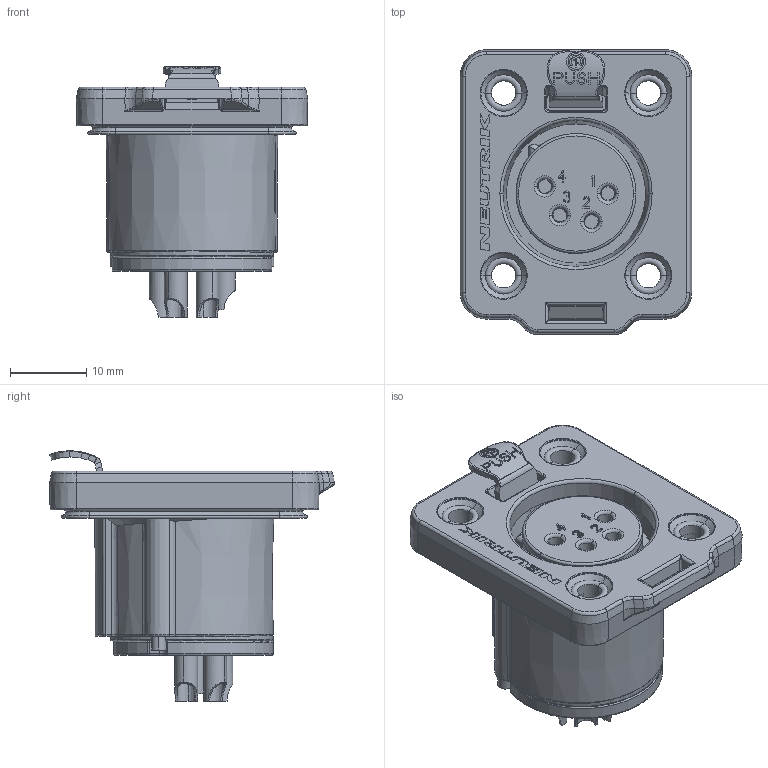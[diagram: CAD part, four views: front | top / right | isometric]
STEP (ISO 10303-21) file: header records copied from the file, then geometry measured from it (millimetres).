
FILE_DESCRIPTION((''),'2;1');
FILE_NAME('30009728','2022-06-14T12:09:52',('SYSTEM'),(''),'CREO PARAMETRIC BY PTC INC, 2021184','CREO PARAMETRIC BY PTC INC, 2021184','');
FILE_SCHEMA(('CONFIG_CONTROL_DESIGN'));
Length unit declared in the file: millimetre
Products named in the file (1): 30009728
Bounding box: 30.4 x 37.4 x 32.86 mm (x, y, z)
Volume: 12164.2 mm3; surface area: 5773 mm2
Topology: 1 solids, 2 shells, 974 faces, 2561 edges, 1632 vertices
Faces by surface type: plane 458, cylinder 190, bspline 117, torus 95, cone 61, extrusion 49, sphere 4
Entity records: 36085 total; most frequent: CARTESIAN_POINT 13289, ORIENTED_EDGE 5098, DIRECTION 4177, EDGE_CURVE 2553, VERTEX_POINT 1632, AXIS2_PLACEMENT_3D 1418, VECTOR 1341, LINE 1292
